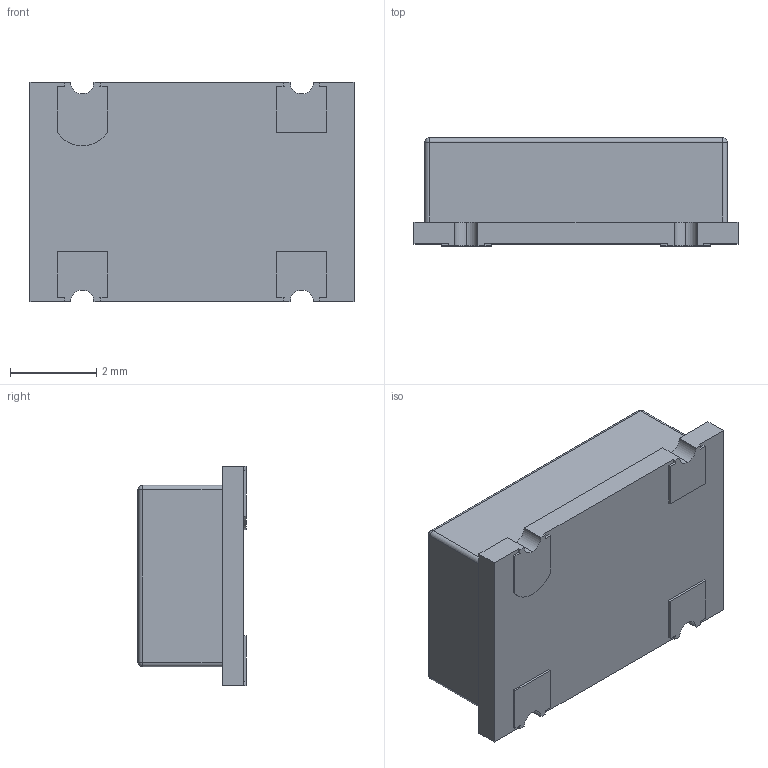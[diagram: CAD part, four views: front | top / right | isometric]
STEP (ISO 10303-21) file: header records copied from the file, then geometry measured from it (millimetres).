
FILE_DESCRIPTION (( 'STEP AP214' ), '1' );
FILE_NAME ('CCHD-575-50-100.000.STEP', '2024-10-15T14:38:45', ( '' ), ( '' ), 'SwSTEP 2.0', 'SolidWorks 2020', '' );
FILE_SCHEMA (( 'AUTOMOTIVE_DESIGN' ));
Length unit declared in the file: millimetre
Products named in the file (1): CCHD-575-50-100.000
Bounding box: 7.5 x 2.5 x 5.08 mm (x, y, z)
Volume: 76.3 mm3; surface area: 131.9 mm2
Topology: 1 solids, 1 shells, 69 faces, 187 edges, 118 vertices
Faces by surface type: plane 39, cylinder 26, sphere 4
Entity records: 2739 total; most frequent: DIRECTION 375, CARTESIAN_POINT 371, ORIENTED_EDGE 366, EDGE_CURVE 183, LINE 131, VECTOR 131, AXIS2_PLACEMENT_3D 122, VERTEX_POINT 118
